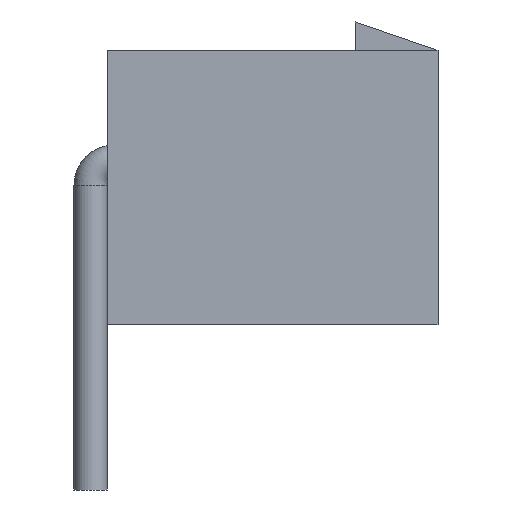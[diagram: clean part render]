
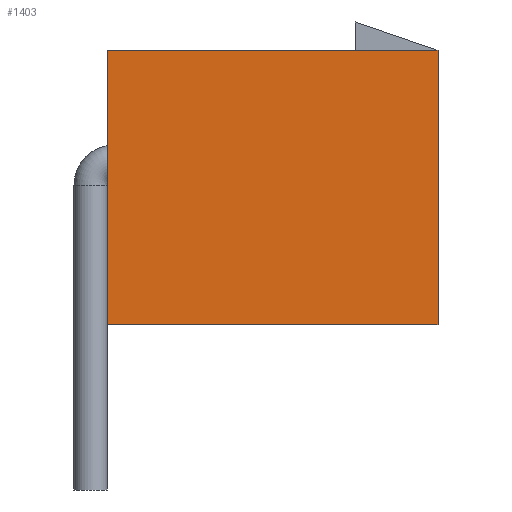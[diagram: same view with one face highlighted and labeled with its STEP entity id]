
A CAD part, left-side view. The second image highlights one B-rep face of the part: STEP entity #1403.
In plain terms, the highlighted planar face has unit normal (-1, 0, 0).
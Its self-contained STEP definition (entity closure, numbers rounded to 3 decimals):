
#192=FACE_OUTER_BOUND('',#273,.T.);
#273=EDGE_LOOP('',(#1070,#1071,#1072,#1073));
#345=LINE('',#2184,#455);
#369=LINE('',#2231,#479);
#410=LINE('',#2314,#520);
#411=LINE('',#2315,#521);
#455=VECTOR('',#1696,10.);
#479=VECTOR('',#1738,10.);
#520=VECTOR('',#1819,10.);
#521=VECTOR('',#1820,10.);
#561=VERTEX_POINT('',#2181);
#562=VERTEX_POINT('',#2183);
#576=VERTEX_POINT('',#2230);
#598=VERTEX_POINT('',#2313);
#713=EDGE_CURVE('',#561,#562,#345,.T.);
#737=EDGE_CURVE('',#576,#562,#369,.T.);
#778=EDGE_CURVE('',#598,#576,#410,.T.);
#779=EDGE_CURVE('',#598,#561,#411,.T.);
#1070=ORIENTED_EDGE('',*,*,#778,.T.);
#1071=ORIENTED_EDGE('',*,*,#737,.T.);
#1072=ORIENTED_EDGE('',*,*,#713,.F.);
#1073=ORIENTED_EDGE('',*,*,#779,.F.);
#1349=PLANE('',#1513);
#1403=ADVANCED_FACE('',(#192),#1349,.T.);
#1513=AXIS2_PLACEMENT_3D('',#2312,#1817,#1818);
#1696=DIRECTION('',(0.,-1.,0.));
#1738=DIRECTION('',(0.,0.,1.));
#1817=DIRECTION('center_axis',(-1.,0.,0.));
#1818=DIRECTION('ref_axis',(0.,-1.,0.));
#1819=DIRECTION('',(0.,-1.,0.));
#1820=DIRECTION('',(0.,0.,1.));
#2181=CARTESIAN_POINT('',(-22.45,-0.35,5.8));
#2183=CARTESIAN_POINT('',(-22.45,-7.35,5.8));
#2184=CARTESIAN_POINT('',(-22.45,-0.35,5.8));
#2230=CARTESIAN_POINT('',(-22.45,-7.35,0.));
#2231=CARTESIAN_POINT('',(-22.45,-7.35,0.));
#2312=CARTESIAN_POINT('Origin',(-22.45,-0.35,0.));
#2313=CARTESIAN_POINT('',(-22.45,-0.35,0.));
#2314=CARTESIAN_POINT('',(-22.45,-0.35,0.));
#2315=CARTESIAN_POINT('',(-22.45,-0.35,0.));
